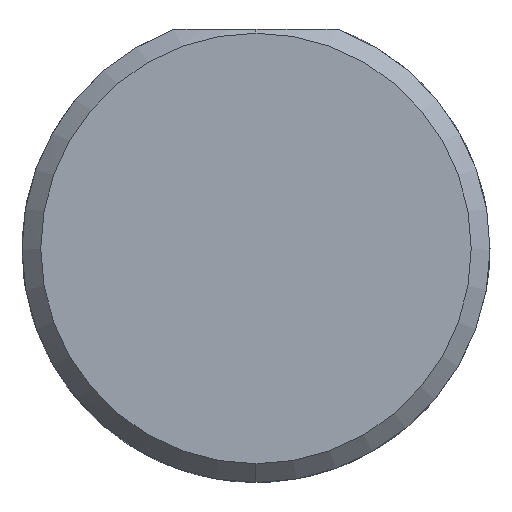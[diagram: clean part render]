
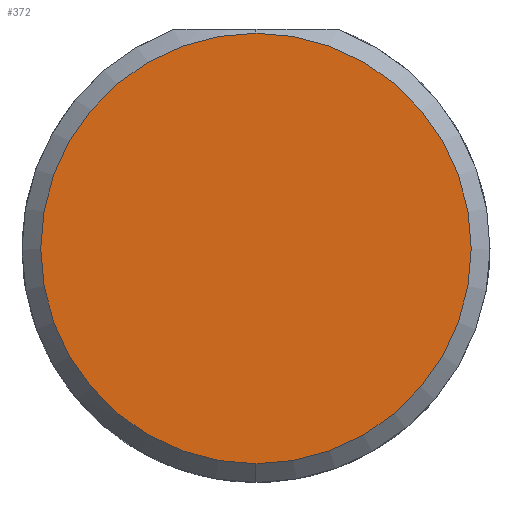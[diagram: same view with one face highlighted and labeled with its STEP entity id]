
A CAD part, left-side view. The second image highlights one B-rep face of the part: STEP entity #372.
In plain terms, the highlighted planar face has unit normal (-1, 0, 0).
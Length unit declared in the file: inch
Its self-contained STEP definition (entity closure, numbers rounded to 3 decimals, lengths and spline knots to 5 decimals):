
#14 = VERTEX_POINT ( 'NONE', #364 ) ;
#18 = CARTESIAN_POINT ( 'NONE',  ( 0., 0., 0. ) ) ;
#36 = ORIENTED_EDGE ( 'NONE', *, *, #236, .T. ) ;
#75 = DIRECTION ( 'NONE',  ( 0., 0., -1. ) ) ;
#102 = DIRECTION ( 'NONE',  ( 0., 0., 1. ) ) ;
#135 = DIRECTION ( 'NONE',  ( 1., 0., 0. ) ) ;
#180 = AXIS2_PLACEMENT_3D ( 'NONE', #18, #607, #282 ) ;
#205 = VERTEX_POINT ( 'NONE', #319 ) ;
#221 = CARTESIAN_POINT ( 'NONE',  ( 0., 0., 0. ) ) ;
#236 = EDGE_CURVE ( 'NONE', #14, #205, #570, .T. ) ;
#239 = AXIS2_PLACEMENT_3D ( 'NONE', #221, #441, #102 ) ;
#282 = DIRECTION ( 'NONE',  ( 0., 0., 1. ) ) ;
#283 = EDGE_CURVE ( 'NONE', #205, #14, #663, .T. ) ;
#290 = AXIS2_PLACEMENT_3D ( 'NONE', #618, #135, #75 ) ;
#319 = CARTESIAN_POINT ( 'NONE',  ( 0., 0., -0.17235 ) ) ;
#364 = CARTESIAN_POINT ( 'NONE',  ( 0., 0., 0.17235 ) ) ;
#372 = ADVANCED_FACE ( 'NONE', ( #552 ), #557, .F. ) ;
#441 = DIRECTION ( 'NONE',  ( -1., 0., 0. ) ) ;
#515 = EDGE_LOOP ( 'NONE', ( #656, #36 ) ) ;
#552 = FACE_OUTER_BOUND ( 'NONE', #515, .T. ) ;
#557 = PLANE ( 'NONE',  #290 ) ;
#570 = CIRCLE ( 'NONE', #239, 0.17235 ) ;
#607 = DIRECTION ( 'NONE',  ( -1., 0., 0. ) ) ;
#618 = CARTESIAN_POINT ( 'NONE',  ( 0., 0., 0. ) ) ;
#656 = ORIENTED_EDGE ( 'NONE', *, *, #283, .T. ) ;
#663 = CIRCLE ( 'NONE', #180, 0.17235 ) ;
